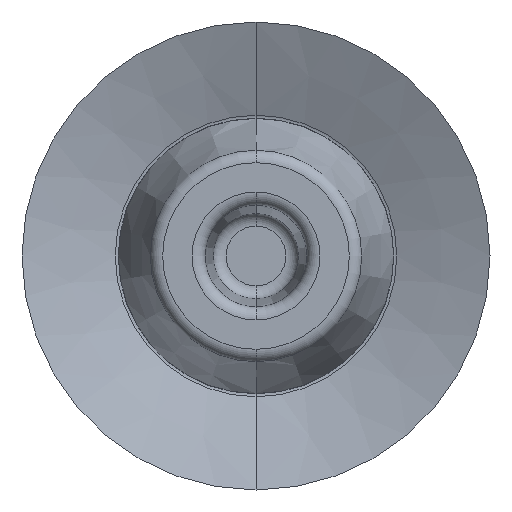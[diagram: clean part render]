
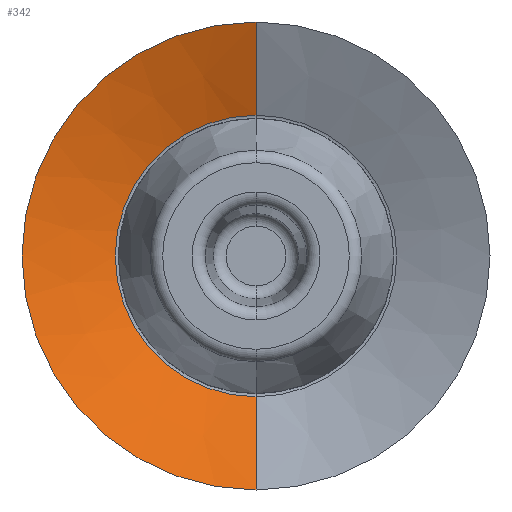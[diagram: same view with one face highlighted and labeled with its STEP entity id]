
A CAD part, front view. The second image highlights one B-rep face of the part: STEP entity #342.
In plain terms, the highlighted conical face has half-angle 68 degrees and reference radius 9 mm.
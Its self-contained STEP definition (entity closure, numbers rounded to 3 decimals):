
#51 = AXIS2_PLACEMENT_3D ( 'NONE', #849, #847, #846 ) ;
#55 = VECTOR ( 'NONE', #856, 1000. ) ;
#56 = CIRCLE ( 'NONE', #51, 5.412 ) ;
#59 = CONICAL_SURFACE ( 'NONE', #72, 9., 1.187 ) ;
#72 = AXIS2_PLACEMENT_3D ( 'NONE', #861, #860, #859 ) ;
#96 = VECTOR ( 'NONE', #1043, 1000. ) ;
#159 = AXIS2_PLACEMENT_3D ( 'NONE', #893, #892, #891 ) ;
#216 = CIRCLE ( 'NONE', #159, 9. ) ;
#253 = EDGE_CURVE ( 'NONE', #677, #536, #216, .T. ) ;
#320 = EDGE_CURVE ( 'NONE', #537, #677, #391, .T. ) ;
#342 = ADVANCED_FACE ( 'NONE', ( #386 ), #59, .F. ) ;
#344 = EDGE_CURVE ( 'NONE', #574, #536, #453, .T. ) ;
#347 = EDGE_CURVE ( 'NONE', #537, #574, #56, .T. ) ;
#382 = ORIENTED_EDGE ( 'NONE', *, *, #253, .F. ) ;
#386 = FACE_OUTER_BOUND ( 'NONE', #626, .T. ) ;
#391 = LINE ( 'NONE', #980, #96 ) ;
#411 = ORIENTED_EDGE ( 'NONE', *, *, #347, .T. ) ;
#424 = ORIENTED_EDGE ( 'NONE', *, *, #344, .T. ) ;
#453 = LINE ( 'NONE', #857, #55 ) ;
#536 = VERTEX_POINT ( 'NONE', #774 ) ;
#537 = VERTEX_POINT ( 'NONE', #772 ) ;
#574 = VERTEX_POINT ( 'NONE', #754 ) ;
#626 = EDGE_LOOP ( 'NONE', ( #411, #424, #382, #691 ) ) ;
#677 = VERTEX_POINT ( 'NONE', #732 ) ;
#691 = ORIENTED_EDGE ( 'NONE', *, *, #320, .F. ) ;
#732 = CARTESIAN_POINT ( 'NONE',  ( 0., 0., -9. ) ) ;
#754 = CARTESIAN_POINT ( 'NONE',  ( 0., 1.449, 5.412 ) ) ;
#772 = CARTESIAN_POINT ( 'NONE',  ( 0., 1.449, -5.412 ) ) ;
#774 = CARTESIAN_POINT ( 'NONE',  ( 0., 0., 9. ) ) ;
#846 = DIRECTION ( 'NONE',  ( 0., 0., 1. ) ) ;
#847 = DIRECTION ( 'NONE',  ( 0., 1., 0. ) ) ;
#849 = CARTESIAN_POINT ( 'NONE',  ( 0., 1.449, 0. ) ) ;
#856 = DIRECTION ( 'NONE',  ( 0., -0.375, 0.927 ) ) ;
#857 = CARTESIAN_POINT ( 'NONE',  ( 0., 0., 9. ) ) ;
#859 = DIRECTION ( 'NONE',  ( 0., 0., -1. ) ) ;
#860 = DIRECTION ( 'NONE',  ( 0., -1., 0. ) ) ;
#861 = CARTESIAN_POINT ( 'NONE',  ( 0., 0., 0. ) ) ;
#891 = DIRECTION ( 'NONE',  ( 0., 0., 1. ) ) ;
#892 = DIRECTION ( 'NONE',  ( 0., 1., 0. ) ) ;
#893 = CARTESIAN_POINT ( 'NONE',  ( 0., 0., 0. ) ) ;
#980 = CARTESIAN_POINT ( 'NONE',  ( 0., 0., -9. ) ) ;
#1043 = DIRECTION ( 'NONE',  ( 0., -0.375, -0.927 ) ) ;
